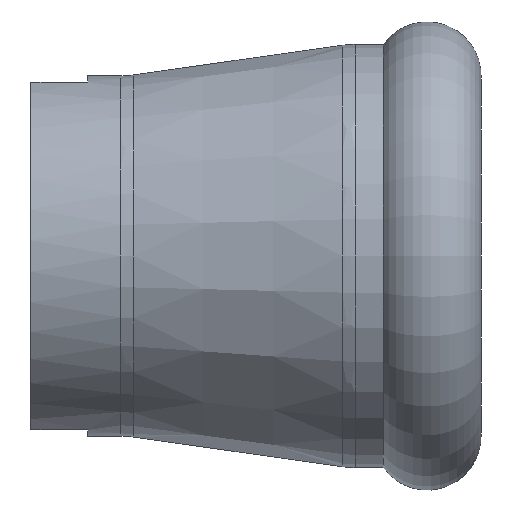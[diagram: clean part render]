
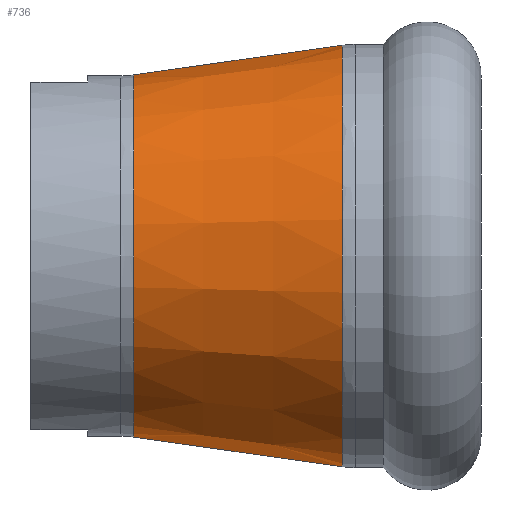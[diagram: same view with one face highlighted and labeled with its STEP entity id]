
A CAD part, left-side view. The second image highlights one B-rep face of the part: STEP entity #736.
In plain terms, the highlighted conical face has half-angle 8.103 degrees and reference radius 23.4 mm.
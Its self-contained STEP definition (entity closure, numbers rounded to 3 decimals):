
#64 = CIRCLE ( 'NONE', #455, 20.1 ) ;
#94 = VECTOR ( 'NONE', #287, 1000. ) ;
#110 = EDGE_CURVE ( 'NONE', #716, #1094, #995, .T. ) ;
#172 = DIRECTION ( 'NONE',  ( 0., -0.99, -0.141 ) ) ;
#209 = CARTESIAN_POINT ( 'NONE',  ( -20., 32.59, 0. ) ) ;
#233 = CONICAL_SURFACE ( 'NONE', #400, 23.4, 0.141 ) ;
#287 = DIRECTION ( 'NONE',  ( 0., -0.99, 0.141 ) ) ;
#333 = CARTESIAN_POINT ( 'NONE',  ( -20., 9.41, 0. ) ) ;
#392 = ORIENTED_EDGE ( 'NONE', *, *, #768, .T. ) ;
#400 = AXIS2_PLACEMENT_3D ( 'NONE', #443, #691, #872 ) ;
#443 = CARTESIAN_POINT ( 'NONE',  ( -20., 9.41, 0. ) ) ;
#455 = AXIS2_PLACEMENT_3D ( 'NONE', #209, #801, #461 ) ;
#461 = DIRECTION ( 'NONE',  ( 1., 0., 0. ) ) ;
#495 = CARTESIAN_POINT ( 'NONE',  ( -20., 9.41, -23.4 ) ) ;
#498 = AXIS2_PLACEMENT_3D ( 'NONE', #333, #1017, #750 ) ;
#526 = ORIENTED_EDGE ( 'NONE', *, *, #110, .T. ) ;
#573 = FACE_OUTER_BOUND ( 'NONE', #756, .T. ) ;
#600 = EDGE_CURVE ( 'NONE', #1094, #971, #968, .T. ) ;
#646 = VECTOR ( 'NONE', #172, 1000. ) ;
#676 = ORIENTED_EDGE ( 'NONE', *, *, #600, .T. ) ;
#691 = DIRECTION ( 'NONE',  ( 0., -1., 0. ) ) ;
#695 = CARTESIAN_POINT ( 'NONE',  ( -20., 9.41, 23.4 ) ) ;
#705 = VERTEX_POINT ( 'NONE', #1052 ) ;
#716 = VERTEX_POINT ( 'NONE', #943 ) ;
#736 = ADVANCED_FACE ( 'NONE', ( #573 ), #233, .T. ) ;
#750 = DIRECTION ( 'NONE',  ( 1., 0., 0. ) ) ;
#756 = EDGE_LOOP ( 'NONE', ( #763, #392, #526, #676 ) ) ;
#763 = ORIENTED_EDGE ( 'NONE', *, *, #1061, .F. ) ;
#768 = EDGE_CURVE ( 'NONE', #705, #716, #64, .T. ) ;
#801 = DIRECTION ( 'NONE',  ( 0., -1., 0. ) ) ;
#837 = LINE ( 'NONE', #871, #94 ) ;
#871 = CARTESIAN_POINT ( 'NONE',  ( -20., 9.41, 23.4 ) ) ;
#872 = DIRECTION ( 'NONE',  ( 0., 0., -1. ) ) ;
#943 = CARTESIAN_POINT ( 'NONE',  ( -20., 32.59, -20.1 ) ) ;
#968 = CIRCLE ( 'NONE', #498, 23.4 ) ;
#971 = VERTEX_POINT ( 'NONE', #695 ) ;
#976 = CARTESIAN_POINT ( 'NONE',  ( -20., 9.41, -23.4 ) ) ;
#995 = LINE ( 'NONE', #495, #646 ) ;
#1017 = DIRECTION ( 'NONE',  ( 0., 1., 0. ) ) ;
#1052 = CARTESIAN_POINT ( 'NONE',  ( -20., 32.59, 20.1 ) ) ;
#1061 = EDGE_CURVE ( 'NONE', #705, #971, #837, .T. ) ;
#1094 = VERTEX_POINT ( 'NONE', #976 ) ;
